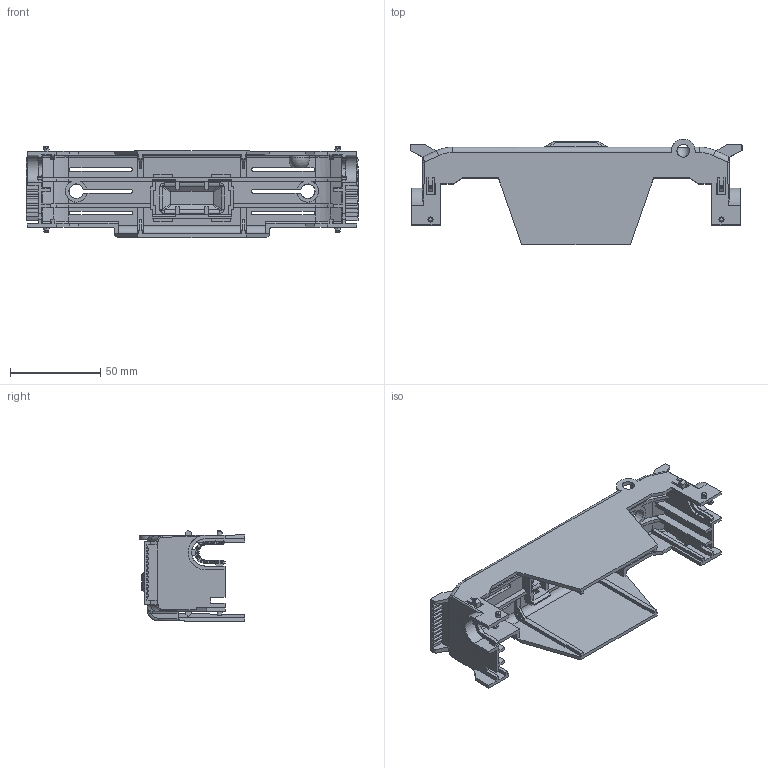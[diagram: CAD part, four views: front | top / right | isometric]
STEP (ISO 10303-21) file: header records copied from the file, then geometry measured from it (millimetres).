
FILE_DESCRIPTION (( 'STEP AP214' ), '1' );
FILE_NAME ('bus-cd-cvr-rh25100.STEP', '2012-05-21T18:28:00', ( '' ), ( '' ), 'SwSTEP 2.0', 'SolidWorks 2010', '' );
FILE_SCHEMA (( 'AUTOMOTIVE_DESIGN' ));
Length unit declared in the file: millimetre
Products named in the file (1): bus-cd-cvr-rh25100
Bounding box: 183.61 x 58.52 x 50.36 mm (x, y, z)
Volume: 51626.6 mm3; surface area: 55220.3 mm2
Topology: 1 solids, 1 shells, 1324 faces, 3669 edges, 2402 vertices
Faces by surface type: plane 879, bspline 257, cylinder 102, cone 84, torus 2
Entity records: 53960 total; most frequent: CARTESIAN_POINT 22179, ORIENTED_EDGE 7334, DIRECTION 5389, EDGE_CURVE 3667, VECTOR 2743, LINE 2743, VERTEX_POINT 2402, EDGE_LOOP 1419
